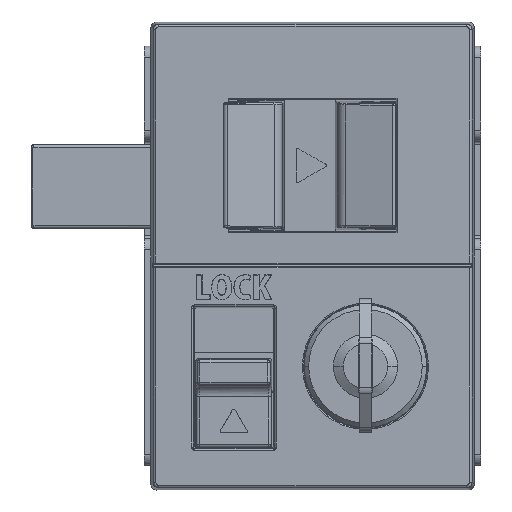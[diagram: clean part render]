
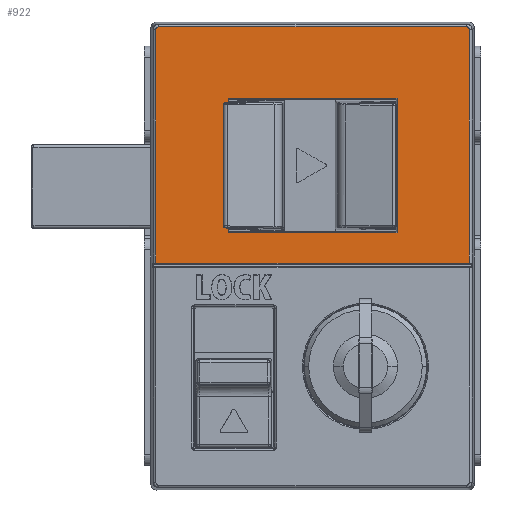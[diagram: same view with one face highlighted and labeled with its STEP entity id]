
A CAD part, top view. The second image highlights one B-rep face of the part: STEP entity #922.
In plain terms, the highlighted planar face has unit normal (0, 0, 1).
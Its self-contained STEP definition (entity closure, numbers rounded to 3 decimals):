
#922=ADVANCED_FACE('',(#7281,#7282),#7280,.T.);
#7280=PLANE('',#25655);
#7281=FACE_OUTER_BOUND('',#25656,.T.);
#7282=FACE_BOUND('',#25657,.T.);
#25652=CARTESIAN_POINT('',(-33.756,-9.011,14.202));
#25653=DIRECTION('',(0.,0.,1.));
#25654=DIRECTION('',(1.,0.,0.));
#25655=AXIS2_PLACEMENT_3D('',#25652,#25653,#25654);
#25656=EDGE_LOOP('',(#35672,#35673,#35674,#35675,#35676,#35677,#35678,#35679));
#25657=EDGE_LOOP('',(#35680,#35681,#35682,#35683));
#35672=ORIENTED_EDGE('',*,*,#41454,.T.);
#35673=ORIENTED_EDGE('',*,*,#41455,.T.);
#35674=ORIENTED_EDGE('',*,*,#41456,.T.);
#35675=ORIENTED_EDGE('',*,*,#41457,.T.);
#35676=ORIENTED_EDGE('',*,*,#41458,.T.);
#35677=ORIENTED_EDGE('',*,*,#41459,.T.);
#35678=ORIENTED_EDGE('',*,*,#41460,.T.);
#35679=ORIENTED_EDGE('',*,*,#41461,.T.);
#35680=ORIENTED_EDGE('',*,*,#41462,.T.);
#35681=ORIENTED_EDGE('',*,*,#41463,.T.);
#35682=ORIENTED_EDGE('',*,*,#41464,.T.);
#35683=ORIENTED_EDGE('',*,*,#41465,.T.);
#41454=EDGE_CURVE('',#53167,#53168,#53169,.T.);
#41455=EDGE_CURVE('',#53168,#53175,#53176,.T.);
#41456=EDGE_CURVE('',#53175,#53182,#53183,.T.);
#41457=EDGE_CURVE('',#53182,#53189,#53190,.T.);
#41458=EDGE_CURVE('',#53189,#53196,#53197,.T.);
#41459=EDGE_CURVE('',#53196,#53203,#53204,.T.);
#41460=EDGE_CURVE('',#53203,#53210,#53211,.T.);
#41461=EDGE_CURVE('',#53210,#53167,#53217,.T.);
#41462=EDGE_CURVE('',#53223,#53224,#53225,.T.);
#41463=EDGE_CURVE('',#53224,#53231,#53232,.T.);
#41464=EDGE_CURVE('',#53231,#53238,#53239,.T.);
#41465=EDGE_CURVE('',#53238,#53223,#53245,.T.);
#53167=VERTEX_POINT('',#73812);
#53168=VERTEX_POINT('',#73813);
#53169=LINE('',#73814,#73815);
#53175=VERTEX_POINT('',#73817);
#53176=LINE('',#73818,#73819);
#53182=VERTEX_POINT('',#73821);
#53183=LINE('',#73822,#73823);
#53189=VERTEX_POINT('',#73825);
#53190=LINE('',#73826,#73827);
#53196=VERTEX_POINT('',#73829);
#53197=(BOUNDED_CURVE() B_SPLINE_CURVE(3,(#73830,#73831,#73832,#73833,#73834),.UNSPECIFIED.,.F.,.F.) B_SPLINE_CURVE_WITH_KNOTS((4,1,4),(-0.823,-0.412,0.),.UNSPECIFIED.) CURVE() GEOMETRIC_REPRESENTATION_ITEM() RATIONAL_B_SPLINE_CURVE((1.,1.,1.,1.,1.)) REPRESENTATION_ITEM('') );
#53203=VERTEX_POINT('',#73835);
#53204=LINE('',#73836,#73837);
#53210=VERTEX_POINT('',#73839);
#53211=(BOUNDED_CURVE() B_SPLINE_CURVE(3,(#73840,#73841,#73842,#73843,#73844),.UNSPECIFIED.,.F.,.F.) B_SPLINE_CURVE_WITH_KNOTS((4,1,4),(-0.823,-0.412,0.),.UNSPECIFIED.) CURVE() GEOMETRIC_REPRESENTATION_ITEM() RATIONAL_B_SPLINE_CURVE((1.,1.,1.,1.,1.)) REPRESENTATION_ITEM('') );
#53217=LINE('',#73845,#73846);
#53223=VERTEX_POINT('',#73848);
#53224=VERTEX_POINT('',#73849);
#53225=LINE('',#73850,#73851);
#53231=VERTEX_POINT('',#73853);
#53232=LINE('',#73854,#73855);
#53238=VERTEX_POINT('',#73857);
#53239=LINE('',#73858,#73859);
#53245=LINE('',#73861,#73862);
#73812=CARTESIAN_POINT('',(-28.129,-1.045,14.202));
#73813=CARTESIAN_POINT('',(-28.129,-4.766,14.202));
#73814=CARTESIAN_POINT('',(-28.129,-1.045,14.202));
#73815=VECTOR('',#73816,3.721);
#73816=DIRECTION('',(0.,-1.,0.));
#73817=CARTESIAN_POINT('',(28.129,-4.766,14.202));
#73818=CARTESIAN_POINT('',(-28.129,-4.766,14.202));
#73819=VECTOR('',#73820,56.259);
#73820=DIRECTION('',(1.,0.,0.));
#73821=CARTESIAN_POINT('',(28.129,-1.045,14.202));
#73822=CARTESIAN_POINT('',(28.129,-4.766,14.202));
#73823=VECTOR('',#73824,3.721);
#73824=DIRECTION('',(0.,1.,0.));
#73825=CARTESIAN_POINT('',(28.129,37.182,14.202));
#73826=CARTESIAN_POINT('',(28.129,-1.045,14.202));
#73827=VECTOR('',#73828,38.227);
#73828=DIRECTION('',(0.,1.,0.));
#73829=CARTESIAN_POINT('',(27.632,37.679,14.202));
#73830=CARTESIAN_POINT('',(28.129,37.182,14.202));
#73831=CARTESIAN_POINT('',(28.13,37.312,14.202));
#73832=CARTESIAN_POINT('',(28.022,37.571,14.202));
#73833=CARTESIAN_POINT('',(27.762,37.68,14.202));
#73834=CARTESIAN_POINT('',(27.632,37.679,14.202));
#73835=CARTESIAN_POINT('',(-27.632,37.679,14.202));
#73836=CARTESIAN_POINT('',(27.632,37.679,14.202));
#73837=VECTOR('',#73838,55.264);
#73838=DIRECTION('',(-1.,0.,0.));
#73839=CARTESIAN_POINT('',(-28.129,37.182,14.202));
#73840=CARTESIAN_POINT('',(-27.632,37.679,14.202));
#73841=CARTESIAN_POINT('',(-27.762,37.68,14.202));
#73842=CARTESIAN_POINT('',(-28.022,37.571,14.202));
#73843=CARTESIAN_POINT('',(-28.13,37.312,14.202));
#73844=CARTESIAN_POINT('',(-28.129,37.182,14.202));
#73845=CARTESIAN_POINT('',(-28.129,37.182,14.202));
#73846=VECTOR('',#73847,38.227);
#73847=DIRECTION('',(0.,-1.,0.));
#73848=CARTESIAN_POINT('',(-15.158,0.742,14.202));
#73849=CARTESIAN_POINT('',(-15.158,24.857,14.202));
#73850=CARTESIAN_POINT('',(-15.158,0.742,14.202));
#73851=VECTOR('',#73852,24.115);
#73852=DIRECTION('',(0.,1.,0.));
#73853=CARTESIAN_POINT('',(15.158,24.857,14.202));
#73854=CARTESIAN_POINT('',(-15.158,24.857,14.202));
#73855=VECTOR('',#73856,30.315);
#73856=DIRECTION('',(1.,0.,0.));
#73857=CARTESIAN_POINT('',(15.158,0.742,14.202));
#73858=CARTESIAN_POINT('',(15.158,24.857,14.202));
#73859=VECTOR('',#73860,24.115);
#73860=DIRECTION('',(0.,-1.,0.));
#73861=CARTESIAN_POINT('',(15.158,0.742,14.202));
#73862=VECTOR('',#73863,30.315);
#73863=DIRECTION('',(-1.,0.,0.));
